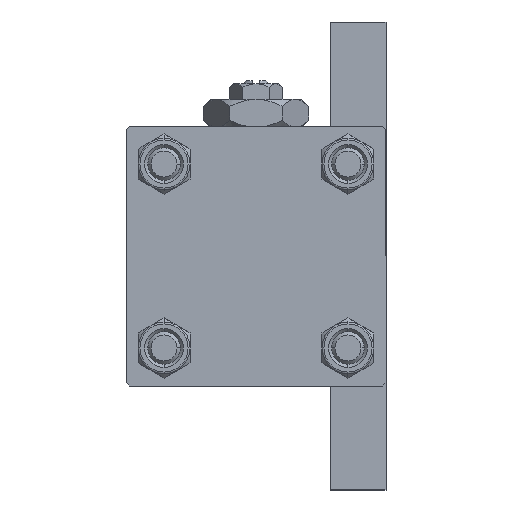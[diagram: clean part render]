
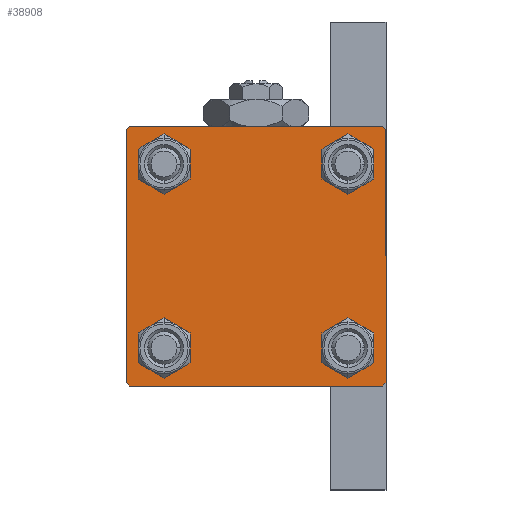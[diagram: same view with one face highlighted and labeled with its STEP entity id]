
A CAD part, left-side view. The second image highlights one B-rep face of the part: STEP entity #38908.
In plain terms, the highlighted planar face has unit normal (-1, 0, 0).
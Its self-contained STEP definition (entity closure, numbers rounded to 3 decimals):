
#22 = DIRECTION ( 'NONE',  ( 0., 0., 1. ) ) ;
#350 = EDGE_CURVE ( 'NONE', #42330, #23182, #40603, .T. ) ;
#480 = DIRECTION ( 'NONE',  ( 0., 0., 1. ) ) ;
#582 = CARTESIAN_POINT ( 'NONE',  ( 0., 14.15, -11.15 ) ) ;
#846 = AXIS2_PLACEMENT_3D ( 'NONE', #11018, #38324, #15239 ) ;
#1620 = ORIENTED_EDGE ( 'NONE', *, *, #350, .T. ) ;
#1702 = AXIS2_PLACEMENT_3D ( 'NONE', #33886, #45087, #7311 ) ;
#1856 = EDGE_LOOP ( 'NONE', ( #15503, #14566 ) ) ;
#1879 = CARTESIAN_POINT ( 'NONE',  ( 0., -19.5, -20. ) ) ;
#2199 = CARTESIAN_POINT ( 'NONE',  ( 0., -20., -19.5 ) ) ;
#2396 = EDGE_CURVE ( 'NONE', #22328, #48474, #5496, .T. ) ;
#2512 = DIRECTION ( 'NONE',  ( 0., -1., 0. ) ) ;
#2828 = PLANE ( 'NONE',  #42268 ) ;
#3077 = FACE_BOUND ( 'NONE', #14616, .T. ) ;
#3909 = EDGE_CURVE ( 'NONE', #6705, #30424, #44185, .T. ) ;
#4209 = EDGE_CURVE ( 'NONE', #47245, #45409, #48113, .T. ) ;
#4394 = VECTOR ( 'NONE', #24648, 1000. ) ;
#4436 = EDGE_CURVE ( 'NONE', #23182, #42330, #11344, .T. ) ;
#4609 = LINE ( 'NONE', #8101, #18535 ) ;
#4697 = CIRCLE ( 'NONE', #846, 3. ) ;
#5462 = AXIS2_PLACEMENT_3D ( 'NONE', #26193, #37598, #9000 ) ;
#5496 = LINE ( 'NONE', #24640, #40636 ) ;
#5789 = CARTESIAN_POINT ( 'NONE',  ( 0., 19.5, -20. ) ) ;
#5866 = EDGE_LOOP ( 'NONE', ( #13294, #24323, #20493, #39776, #29299, #39709, #34073, #40228 ) ) ;
#6483 = VERTEX_POINT ( 'NONE', #37920 ) ;
#6565 = EDGE_CURVE ( 'NONE', #17817, #22328, #4609, .T. ) ;
#6705 = VERTEX_POINT ( 'NONE', #35396 ) ;
#6847 = CARTESIAN_POINT ( 'NONE',  ( 0., -19.5, 20. ) ) ;
#7098 = DIRECTION ( 'NONE',  ( 1., 0., 0. ) ) ;
#7160 = CARTESIAN_POINT ( 'NONE',  ( 0., 19.75, 19.75 ) ) ;
#7311 = DIRECTION ( 'NONE',  ( 0., 0., 1. ) ) ;
#7406 = EDGE_LOOP ( 'NONE', ( #32915, #18788 ) ) ;
#8101 = CARTESIAN_POINT ( 'NONE',  ( 0., 19.75, -19.75 ) ) ;
#8202 = VECTOR ( 'NONE', #29031, 1000. ) ;
#8288 = DIRECTION ( 'NONE',  ( 0., 0., -1. ) ) ;
#9000 = DIRECTION ( 'NONE',  ( 0., 0., 1. ) ) ;
#9223 = VECTOR ( 'NONE', #48110, 1000. ) ;
#9368 = LINE ( 'NONE', #20548, #29019 ) ;
#9728 = CARTESIAN_POINT ( 'NONE',  ( 0., -19.75, -19.75 ) ) ;
#10032 = CARTESIAN_POINT ( 'NONE',  ( 0., 0., 0. ) ) ;
#10207 = EDGE_CURVE ( 'NONE', #24476, #18408, #30609, .T. ) ;
#10510 = DIRECTION ( 'NONE',  ( -1., 0., 0. ) ) ;
#10769 = AXIS2_PLACEMENT_3D ( 'NONE', #22856, #34510, #480 ) ;
#11018 = CARTESIAN_POINT ( 'NONE',  ( 0., 14.15, -14.15 ) ) ;
#11344 = CIRCLE ( 'NONE', #43086, 3. ) ;
#12415 = ORIENTED_EDGE ( 'NONE', *, *, #30379, .T. ) ;
#12976 = CARTESIAN_POINT ( 'NONE',  ( 0., 20., 20. ) ) ;
#13043 = EDGE_CURVE ( 'NONE', #24766, #6483, #30607, .T. ) ;
#13294 = ORIENTED_EDGE ( 'NONE', *, *, #29337, .T. ) ;
#13462 = DIRECTION ( 'NONE',  ( 0., 0., 1. ) ) ;
#14052 = CARTESIAN_POINT ( 'NONE',  ( 0., -20., 20. ) ) ;
#14304 = DIRECTION ( 'NONE',  ( 0., 0., -1. ) ) ;
#14566 = ORIENTED_EDGE ( 'NONE', *, *, #31948, .T. ) ;
#14616 = EDGE_LOOP ( 'NONE', ( #12415, #30538 ) ) ;
#15239 = DIRECTION ( 'NONE',  ( 0., 0., 1. ) ) ;
#15503 = ORIENTED_EDGE ( 'NONE', *, *, #10207, .T. ) ;
#15685 = DIRECTION ( 'NONE',  ( 1., 0., 0. ) ) ;
#17817 = VERTEX_POINT ( 'NONE', #19560 ) ;
#17874 = CARTESIAN_POINT ( 'NONE',  ( 0., 14.15, 11.15 ) ) ;
#17923 = CARTESIAN_POINT ( 'NONE',  ( 0., -14.15, -14.15 ) ) ;
#18408 = VERTEX_POINT ( 'NONE', #23601 ) ;
#18423 = CARTESIAN_POINT ( 'NONE',  ( 0., -14.15, 14.15 ) ) ;
#18525 = VERTEX_POINT ( 'NONE', #41446 ) ;
#18535 = VECTOR ( 'NONE', #23978, 1000. ) ;
#18788 = ORIENTED_EDGE ( 'NONE', *, *, #31780, .T. ) ;
#19315 = VERTEX_POINT ( 'NONE', #582 ) ;
#19560 = CARTESIAN_POINT ( 'NONE',  ( 0., 20., -19.5 ) ) ;
#19611 = VECTOR ( 'NONE', #8288, 1000. ) ;
#19717 = EDGE_LOOP ( 'NONE', ( #25500, #1620 ) ) ;
#20493 = ORIENTED_EDGE ( 'NONE', *, *, #2396, .T. ) ;
#20548 = CARTESIAN_POINT ( 'NONE',  ( 0., -19.75, 19.75 ) ) ;
#20628 = CARTESIAN_POINT ( 'NONE',  ( 0., 20., 19.5 ) ) ;
#21498 = DIRECTION ( 'NONE',  ( 0., 0., 1. ) ) ;
#21650 = LINE ( 'NONE', #9728, #4394 ) ;
#21882 = AXIS2_PLACEMENT_3D ( 'NONE', #48106, #7098, #21498 ) ;
#22029 = AXIS2_PLACEMENT_3D ( 'NONE', #18423, #15685, #30844 ) ;
#22328 = VERTEX_POINT ( 'NONE', #5789 ) ;
#22856 = CARTESIAN_POINT ( 'NONE',  ( 0., -14.15, -14.15 ) ) ;
#23182 = VERTEX_POINT ( 'NONE', #39651 ) ;
#23601 = CARTESIAN_POINT ( 'NONE',  ( 0., -14.15, -17.15 ) ) ;
#23978 = DIRECTION ( 'NONE',  ( 0., -0.707, -0.707 ) ) ;
#24323 = ORIENTED_EDGE ( 'NONE', *, *, #6565, .T. ) ;
#24335 = EDGE_CURVE ( 'NONE', #19315, #18525, #4697, .T. ) ;
#24476 = VERTEX_POINT ( 'NONE', #35815 ) ;
#24526 = CIRCLE ( 'NONE', #32455, 3. ) ;
#24640 = CARTESIAN_POINT ( 'NONE',  ( 0., 20., -20. ) ) ;
#24648 = DIRECTION ( 'NONE',  ( 0., -0.707, 0.707 ) ) ;
#24766 = VERTEX_POINT ( 'NONE', #36256 ) ;
#25445 = FACE_BOUND ( 'NONE', #1856, .T. ) ;
#25500 = ORIENTED_EDGE ( 'NONE', *, *, #4436, .T. ) ;
#25968 = EDGE_CURVE ( 'NONE', #48474, #45409, #21650, .T. ) ;
#26193 = CARTESIAN_POINT ( 'NONE',  ( 0., 14.15, -14.15 ) ) ;
#26483 = EDGE_CURVE ( 'NONE', #47245, #48559, #9368, .T. ) ;
#28710 = LINE ( 'NONE', #32935, #9223 ) ;
#29019 = VECTOR ( 'NONE', #35696, 1000. ) ;
#29031 = DIRECTION ( 'NONE',  ( 0., 0.707, -0.707 ) ) ;
#29299 = ORIENTED_EDGE ( 'NONE', *, *, #4209, .F. ) ;
#29337 = EDGE_CURVE ( 'NONE', #30424, #17817, #39303, .T. ) ;
#30379 = EDGE_CURVE ( 'NONE', #6483, #24766, #42622, .T. ) ;
#30424 = VERTEX_POINT ( 'NONE', #20628 ) ;
#30538 = ORIENTED_EDGE ( 'NONE', *, *, #13043, .T. ) ;
#30607 = CIRCLE ( 'NONE', #21882, 3. ) ;
#30609 = CIRCLE ( 'NONE', #10769, 3. ) ;
#30844 = DIRECTION ( 'NONE',  ( 0., 0., 1. ) ) ;
#31780 = EDGE_CURVE ( 'NONE', #18525, #19315, #40364, .T. ) ;
#31948 = EDGE_CURVE ( 'NONE', #18408, #24476, #24526, .T. ) ;
#32455 = AXIS2_PLACEMENT_3D ( 'NONE', #17923, #36064, #13462 ) ;
#32915 = ORIENTED_EDGE ( 'NONE', *, *, #24335, .T. ) ;
#32935 = CARTESIAN_POINT ( 'NONE',  ( 0., 20., 20. ) ) ;
#33886 = CARTESIAN_POINT ( 'NONE',  ( 0., 14.15, 14.15 ) ) ;
#34053 = CARTESIAN_POINT ( 'NONE',  ( 0., 14.15, 14.15 ) ) ;
#34073 = ORIENTED_EDGE ( 'NONE', *, *, #44876, .F. ) ;
#34510 = DIRECTION ( 'NONE',  ( 1., 0., 0. ) ) ;
#35069 = CARTESIAN_POINT ( 'NONE',  ( 0., -20., 19.5 ) ) ;
#35396 = CARTESIAN_POINT ( 'NONE',  ( 0., 19.5, 20. ) ) ;
#35696 = DIRECTION ( 'NONE',  ( 0., 0.707, 0.707 ) ) ;
#35815 = CARTESIAN_POINT ( 'NONE',  ( 0., -14.15, -11.15 ) ) ;
#36064 = DIRECTION ( 'NONE',  ( 1., 0., 0. ) ) ;
#36116 = FACE_BOUND ( 'NONE', #7406, .T. ) ;
#36256 = CARTESIAN_POINT ( 'NONE',  ( 0., -14.15, 11.15 ) ) ;
#37598 = DIRECTION ( 'NONE',  ( 1., 0., 0. ) ) ;
#37920 = CARTESIAN_POINT ( 'NONE',  ( 0., -14.15, 17.15 ) ) ;
#38324 = DIRECTION ( 'NONE',  ( 1., 0., 0. ) ) ;
#38908 = ADVANCED_FACE ( 'NONE', ( #3077, #25445, #36116, #47559, #47802 ), #2828, .T. ) ;
#39303 = LINE ( 'NONE', #12976, #19611 ) ;
#39651 = CARTESIAN_POINT ( 'NONE',  ( 0., 14.15, 17.15 ) ) ;
#39709 = ORIENTED_EDGE ( 'NONE', *, *, #26483, .T. ) ;
#39776 = ORIENTED_EDGE ( 'NONE', *, *, #25968, .T. ) ;
#40228 = ORIENTED_EDGE ( 'NONE', *, *, #3909, .T. ) ;
#40364 = CIRCLE ( 'NONE', #5462, 3. ) ;
#40579 = DIRECTION ( 'NONE',  ( 0., 0., 1. ) ) ;
#40603 = CIRCLE ( 'NONE', #1702, 3. ) ;
#40636 = VECTOR ( 'NONE', #2512, 1000. ) ;
#41446 = CARTESIAN_POINT ( 'NONE',  ( 0., 14.15, -17.15 ) ) ;
#42268 = AXIS2_PLACEMENT_3D ( 'NONE', #10032, #10510, #40579 ) ;
#42271 = VECTOR ( 'NONE', #14304, 1000. ) ;
#42330 = VERTEX_POINT ( 'NONE', #17874 ) ;
#42622 = CIRCLE ( 'NONE', #22029, 3. ) ;
#43086 = AXIS2_PLACEMENT_3D ( 'NONE', #34053, #44750, #22 ) ;
#44185 = LINE ( 'NONE', #7160, #8202 ) ;
#44750 = DIRECTION ( 'NONE',  ( 1., 0., 0. ) ) ;
#44876 = EDGE_CURVE ( 'NONE', #6705, #48559, #28710, .T. ) ;
#45087 = DIRECTION ( 'NONE',  ( 1., 0., 0. ) ) ;
#45409 = VERTEX_POINT ( 'NONE', #2199 ) ;
#47245 = VERTEX_POINT ( 'NONE', #35069 ) ;
#47559 = FACE_BOUND ( 'NONE', #19717, .T. ) ;
#47802 = FACE_OUTER_BOUND ( 'NONE', #5866, .T. ) ;
#48106 = CARTESIAN_POINT ( 'NONE',  ( 0., -14.15, 14.15 ) ) ;
#48110 = DIRECTION ( 'NONE',  ( 0., -1., 0. ) ) ;
#48113 = LINE ( 'NONE', #14052, #42271 ) ;
#48474 = VERTEX_POINT ( 'NONE', #1879 ) ;
#48559 = VERTEX_POINT ( 'NONE', #6847 ) ;
